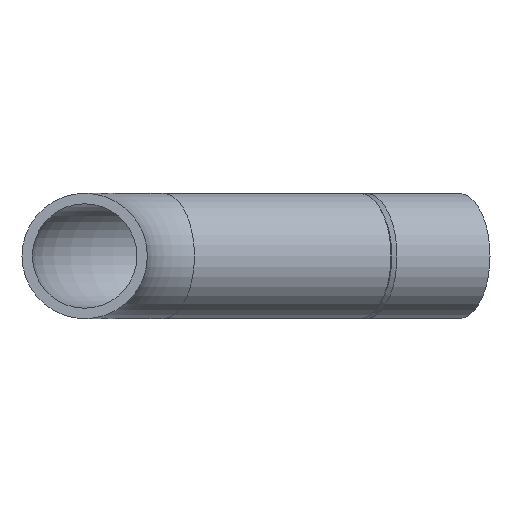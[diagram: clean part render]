
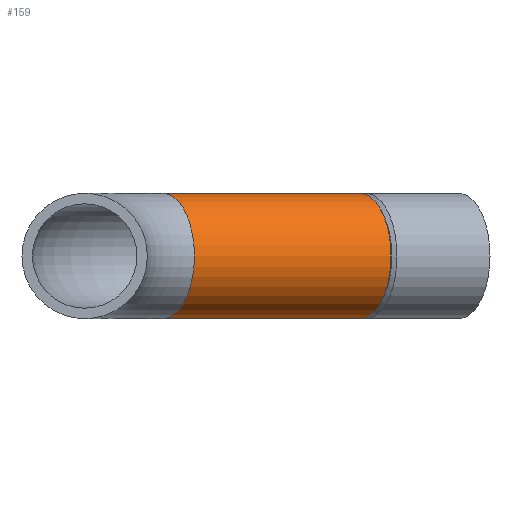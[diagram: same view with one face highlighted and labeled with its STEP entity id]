
A CAD part, front view. The second image highlights one B-rep face of the part: STEP entity #159.
In plain terms, the highlighted cylindrical face has radius 9 mm (diameter 18 mm), a full revolution.
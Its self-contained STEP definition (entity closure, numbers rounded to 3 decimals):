
#21=CYLINDRICAL_SURFACE($,#179,9.);
#29=FACE_BOUND($,#60,.T.);
#45=FACE_OUTER_BOUND($,#59,.T.);
#59=EDGE_LOOP($,(#129));
#60=EDGE_LOOP($,(#130));
#85=CIRCLE($,#178,9.);
#86=CIRCLE($,#180,9.);
#99=VERTEX_POINT($,#273);
#100=VERTEX_POINT($,#276);
#113=EDGE_CURVE($,#99,#99,#85,.T.);
#114=EDGE_CURVE($,#100,#100,#86,.T.);
#129=ORIENTED_EDGE($,*,*,#114,.F.);
#130=ORIENTED_EDGE($,*,*,#113,.T.);
#159=ADVANCED_FACE($,(#45,#29),#21,.T.);
#178=AXIS2_PLACEMENT_3D($,#274,#214,#215);
#179=AXIS2_PLACEMENT_3D($,#275,#216,#217);
#180=AXIS2_PLACEMENT_3D($,#277,#218,#219);
#214=DIRECTION('center_axis',(-0.866,-0.5,0.));
#215=DIRECTION('ref_axis',(0.5,-0.866,0.));
#216=DIRECTION('center_axis',(0.866,0.5,0.));
#217=DIRECTION('ref_axis',(0.5,-0.866,0.));
#218=DIRECTION('center_axis',(-0.866,-0.5,0.));
#219=DIRECTION('ref_axis',(0.5,-0.866,0.));
#273=CARTESIAN_POINT('',(34.974,152.584,0.));
#274=CARTESIAN_POINT('Origin',(39.474,144.79,0.));
#275=CARTESIAN_POINT('Origin',(11.25,128.495,0.));
#276=CARTESIAN_POINT('',(6.75,136.289,0.));
#277=CARTESIAN_POINT('Origin',(11.25,128.495,0.));
